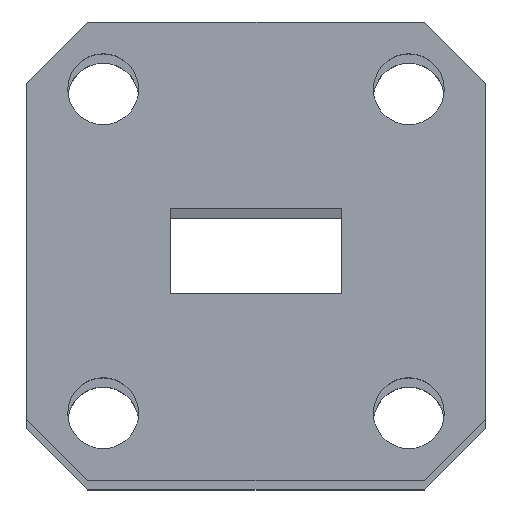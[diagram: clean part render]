
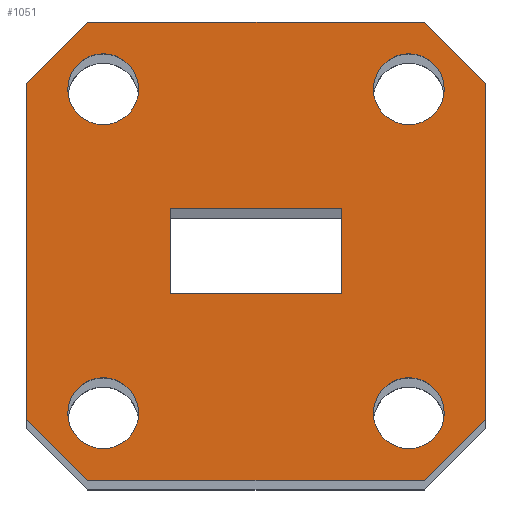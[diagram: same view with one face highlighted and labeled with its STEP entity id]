
A CAD part, top view. The second image highlights one B-rep face of the part: STEP entity #1051.
In plain terms, the highlighted planar face has unit normal (0, 0, 1).
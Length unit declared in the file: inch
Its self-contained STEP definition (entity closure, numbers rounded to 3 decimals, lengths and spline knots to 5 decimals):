
#2 = VERTEX_POINT ( 'NONE', #97 ) ;
#21 = FACE_BOUND ( 'NONE', #178, .T. ) ;
#27 = ORIENTED_EDGE ( 'NONE', *, *, #381, .T. ) ;
#33 = DIRECTION ( 'NONE',  ( 0.707, -0.707, 0. ) ) ;
#44 = VERTEX_POINT ( 'NONE', #540 ) ;
#54 = CARTESIAN_POINT ( 'NONE',  ( -0.192, 0.265, 0. ) ) ;
#62 = EDGE_LOOP ( 'NONE', ( #248, #861, #198, #765 ) ) ;
#71 = EDGE_CURVE ( 'NONE', #1089, #426, #355, .T. ) ;
#96 = CIRCLE ( 'NONE', #1314, 0.058 ) ;
#97 = CARTESIAN_POINT ( 'NONE',  ( -0.14, -0.07, 0. ) ) ;
#98 = LINE ( 'NONE', #219, #543 ) ;
#105 = VECTOR ( 'NONE', #33, 39.37008 ) ;
#117 = CIRCLE ( 'NONE', #530, 0.058 ) ;
#119 = DIRECTION ( 'NONE',  ( 0., -1., 0. ) ) ;
#124 = DIRECTION ( 'NONE',  ( 1., 0., 0. ) ) ;
#165 = CARTESIAN_POINT ( 'NONE',  ( -0.25, -0.265, 0. ) ) ;
#166 = EDGE_CURVE ( 'NONE', #1389, #904, #268, .T. ) ;
#168 = CARTESIAN_POINT ( 'NONE',  ( 0.375, -0.275, 0. ) ) ;
#173 = CARTESIAN_POINT ( 'NONE',  ( -0.375, -0.275, 0. ) ) ;
#178 = EDGE_LOOP ( 'NONE', ( #411 ) ) ;
#181 = LINE ( 'NONE', #1403, #551 ) ;
#187 = VECTOR ( 'NONE', #119, 39.37008 ) ;
#188 = VERTEX_POINT ( 'NONE', #1544 ) ;
#190 = VERTEX_POINT ( 'NONE', #867 ) ;
#198 = ORIENTED_EDGE ( 'NONE', *, *, #450, .F. ) ;
#219 = CARTESIAN_POINT ( 'NONE',  ( -0.14, 0.07, 0. ) ) ;
#223 = LINE ( 'NONE', #251, #489 ) ;
#237 = DIRECTION ( 'NONE',  ( 0., 1., 0. ) ) ;
#238 = CARTESIAN_POINT ( 'NONE',  ( -0.14, 0.07, 0. ) ) ;
#248 = ORIENTED_EDGE ( 'NONE', *, *, #1282, .F. ) ;
#251 = CARTESIAN_POINT ( 'NONE',  ( -0.14, -0.07, 0. ) ) ;
#254 = CARTESIAN_POINT ( 'NONE',  ( -0.375, 0.375, 0. ) ) ;
#255 = ORIENTED_EDGE ( 'NONE', *, *, #1459, .F. ) ;
#268 = LINE ( 'NONE', #1242, #919 ) ;
#286 = CIRCLE ( 'NONE', #1397, 0.058 ) ;
#288 = DIRECTION ( 'NONE',  ( 0., 0., 1. ) ) ;
#291 = DIRECTION ( 'NONE',  ( 0., 1., 0. ) ) ;
#303 = DIRECTION ( 'NONE',  ( 1., 0., 0. ) ) ;
#313 = EDGE_CURVE ( 'NONE', #190, #1179, #930, .T. ) ;
#343 = ORIENTED_EDGE ( 'NONE', *, *, #1274, .T. ) ;
#344 = LINE ( 'NONE', #1217, #187 ) ;
#347 = ORIENTED_EDGE ( 'NONE', *, *, #71, .T. ) ;
#355 = LINE ( 'NONE', #1344, #671 ) ;
#372 = CIRCLE ( 'NONE', #999, 0.058 ) ;
#377 = AXIS2_PLACEMENT_3D ( 'NONE', #1487, #902, #1390 ) ;
#381 = EDGE_CURVE ( 'NONE', #904, #190, #344, .T. ) ;
#400 = FACE_BOUND ( 'NONE', #62, .T. ) ;
#411 = ORIENTED_EDGE ( 'NONE', *, *, #563, .F. ) ;
#426 = VERTEX_POINT ( 'NONE', #716 ) ;
#450 = EDGE_CURVE ( 'NONE', #2, #590, #223, .T. ) ;
#467 = CARTESIAN_POINT ( 'NONE',  ( 0.14, 0.07, 0. ) ) ;
#475 = LINE ( 'NONE', #594, #810 ) ;
#485 = EDGE_LOOP ( 'NONE', ( #1373 ) ) ;
#489 = VECTOR ( 'NONE', #1342, 39.37008 ) ;
#493 = FACE_BOUND ( 'NONE', #485, .T. ) ;
#494 = EDGE_CURVE ( 'NONE', #426, #846, #1106, .T. ) ;
#520 = FACE_OUTER_BOUND ( 'NONE', #1558, .T. ) ;
#530 = AXIS2_PLACEMENT_3D ( 'NONE', #1413, #700, #809 ) ;
#540 = CARTESIAN_POINT ( 'NONE',  ( -0.192, -0.265, 0. ) ) ;
#543 = VECTOR ( 'NONE', #957, 39.37008 ) ;
#551 = VECTOR ( 'NONE', #1283, 39.37008 ) ;
#563 = EDGE_CURVE ( 'NONE', #1174, #1174, #96, .T. ) ;
#590 = VERTEX_POINT ( 'NONE', #781 ) ;
#591 = CARTESIAN_POINT ( 'NONE',  ( 0.375, 0.275, 0. ) ) ;
#594 = CARTESIAN_POINT ( 'NONE',  ( 0.275, -0.375, 0. ) ) ;
#610 = DIRECTION ( 'NONE',  ( -0.707, -0.707, 0. ) ) ;
#616 = DIRECTION ( 'NONE',  ( -0.707, 0.707, 0. ) ) ;
#639 = ORIENTED_EDGE ( 'NONE', *, *, #313, .T. ) ;
#662 = DIRECTION ( 'NONE',  ( 0., 0., 1. ) ) ;
#671 = VECTOR ( 'NONE', #237, 39.37008 ) ;
#691 = EDGE_LOOP ( 'NONE', ( #1254 ) ) ;
#700 = DIRECTION ( 'NONE',  ( 0., 0., 1. ) ) ;
#716 = CARTESIAN_POINT ( 'NONE',  ( 0.375, 0.275, 0. ) ) ;
#730 = CARTESIAN_POINT ( 'NONE',  ( 0.275, 0.375, 0. ) ) ;
#765 = ORIENTED_EDGE ( 'NONE', *, *, #1591, .F. ) ;
#781 = CARTESIAN_POINT ( 'NONE',  ( 0.14, -0.07, 0. ) ) ;
#789 = DIRECTION ( 'NONE',  ( 1., 0., 0. ) ) ;
#809 = DIRECTION ( 'NONE',  ( 1., 0., 0. ) ) ;
#810 = VECTOR ( 'NONE', #851, 39.37008 ) ;
#811 = EDGE_CURVE ( 'NONE', #1179, #1516, #1417, .T. ) ;
#817 = CARTESIAN_POINT ( 'NONE',  ( 0.308, -0.265, 0. ) ) ;
#846 = VERTEX_POINT ( 'NONE', #730 ) ;
#851 = DIRECTION ( 'NONE',  ( 0.707, 0.707, 0. ) ) ;
#861 = ORIENTED_EDGE ( 'NONE', *, *, #977, .F. ) ;
#867 = CARTESIAN_POINT ( 'NONE',  ( -0.375, -0.275, 0. ) ) ;
#902 = DIRECTION ( 'NONE',  ( 0., 0., -1. ) ) ;
#904 = VERTEX_POINT ( 'NONE', #1568 ) ;
#919 = VECTOR ( 'NONE', #610, 39.37008 ) ;
#930 = LINE ( 'NONE', #173, #105 ) ;
#957 = DIRECTION ( 'NONE',  ( -1., 0., 0. ) ) ;
#977 = EDGE_CURVE ( 'NONE', #590, #1260, #1270, .T. ) ;
#999 = AXIS2_PLACEMENT_3D ( 'NONE', #165, #288, #303 ) ;
#1001 = DIRECTION ( 'NONE',  ( -1., 0., 0. ) ) ;
#1002 = ORIENTED_EDGE ( 'NONE', *, *, #811, .T. ) ;
#1005 = CARTESIAN_POINT ( 'NONE',  ( -0.25, 0.265, 0. ) ) ;
#1012 = CARTESIAN_POINT ( 'NONE',  ( 0.14, -0.07, 0. ) ) ;
#1023 = PLANE ( 'NONE',  #377 ) ;
#1051 = ADVANCED_FACE ( 'NONE', ( #1510, #1255, #493, #21, #520, #400 ), #1023, .F. ) ;
#1086 = ORIENTED_EDGE ( 'NONE', *, *, #166, .T. ) ;
#1089 = VERTEX_POINT ( 'NONE', #168 ) ;
#1093 = VECTOR ( 'NONE', #1001, 39.37008 ) ;
#1106 = LINE ( 'NONE', #591, #1251 ) ;
#1120 = EDGE_CURVE ( 'NONE', #188, #188, #117, .T. ) ;
#1136 = DIRECTION ( 'NONE',  ( 0., 0., 1. ) ) ;
#1143 = LINE ( 'NONE', #254, #1093 ) ;
#1168 = VERTEX_POINT ( 'NONE', #817 ) ;
#1174 = VERTEX_POINT ( 'NONE', #54 ) ;
#1179 = VERTEX_POINT ( 'NONE', #1292 ) ;
#1186 = CARTESIAN_POINT ( 'NONE',  ( -0.375, -0.375, 0. ) ) ;
#1195 = EDGE_LOOP ( 'NONE', ( #255 ) ) ;
#1211 = ORIENTED_EDGE ( 'NONE', *, *, #1440, .T. ) ;
#1217 = CARTESIAN_POINT ( 'NONE',  ( -0.375, -0.375, 0. ) ) ;
#1242 = CARTESIAN_POINT ( 'NONE',  ( -0.275, 0.375, 0. ) ) ;
#1251 = VECTOR ( 'NONE', #616, 39.37008 ) ;
#1254 = ORIENTED_EDGE ( 'NONE', *, *, #1560, .F. ) ;
#1255 = FACE_BOUND ( 'NONE', #1195, .T. ) ;
#1260 = VERTEX_POINT ( 'NONE', #467 ) ;
#1270 = LINE ( 'NONE', #1012, #1490 ) ;
#1274 = EDGE_CURVE ( 'NONE', #1516, #1089, #475, .T. ) ;
#1279 = VERTEX_POINT ( 'NONE', #238 ) ;
#1282 = EDGE_CURVE ( 'NONE', #1260, #1279, #98, .T. ) ;
#1283 = DIRECTION ( 'NONE',  ( 0., -1., 0. ) ) ;
#1286 = ORIENTED_EDGE ( 'NONE', *, *, #494, .T. ) ;
#1292 = CARTESIAN_POINT ( 'NONE',  ( -0.275, -0.375, 0. ) ) ;
#1314 = AXIS2_PLACEMENT_3D ( 'NONE', #1005, #662, #789 ) ;
#1342 = DIRECTION ( 'NONE',  ( 1., 0., 0. ) ) ;
#1344 = CARTESIAN_POINT ( 'NONE',  ( 0.375, -0.375, 0. ) ) ;
#1352 = CARTESIAN_POINT ( 'NONE',  ( -0.275, 0.375, 0. ) ) ;
#1373 = ORIENTED_EDGE ( 'NONE', *, *, #1120, .F. ) ;
#1389 = VERTEX_POINT ( 'NONE', #1352 ) ;
#1390 = DIRECTION ( 'NONE',  ( -1., 0., 0. ) ) ;
#1397 = AXIS2_PLACEMENT_3D ( 'NONE', #1493, #1136, #124 ) ;
#1403 = CARTESIAN_POINT ( 'NONE',  ( -0.14, -0.07, 0. ) ) ;
#1413 = CARTESIAN_POINT ( 'NONE',  ( 0.25, 0.265, 0. ) ) ;
#1417 = LINE ( 'NONE', #1186, #1468 ) ;
#1440 = EDGE_CURVE ( 'NONE', #846, #1389, #1143, .T. ) ;
#1459 = EDGE_CURVE ( 'NONE', #1168, #1168, #286, .T. ) ;
#1468 = VECTOR ( 'NONE', #1555, 39.37008 ) ;
#1487 = CARTESIAN_POINT ( 'NONE',  ( 0., 0., 0. ) ) ;
#1490 = VECTOR ( 'NONE', #291, 39.37008 ) ;
#1493 = CARTESIAN_POINT ( 'NONE',  ( 0.25, -0.265, 0. ) ) ;
#1510 = FACE_BOUND ( 'NONE', #691, .T. ) ;
#1516 = VERTEX_POINT ( 'NONE', #1530 ) ;
#1530 = CARTESIAN_POINT ( 'NONE',  ( 0.275, -0.375, 0. ) ) ;
#1544 = CARTESIAN_POINT ( 'NONE',  ( 0.308, 0.265, 0. ) ) ;
#1555 = DIRECTION ( 'NONE',  ( 1., 0., 0. ) ) ;
#1558 = EDGE_LOOP ( 'NONE', ( #1002, #343, #347, #1286, #1211, #1086, #27, #639 ) ) ;
#1560 = EDGE_CURVE ( 'NONE', #44, #44, #372, .T. ) ;
#1568 = CARTESIAN_POINT ( 'NONE',  ( -0.375, 0.275, 0. ) ) ;
#1591 = EDGE_CURVE ( 'NONE', #1279, #2, #181, .T. ) ;
